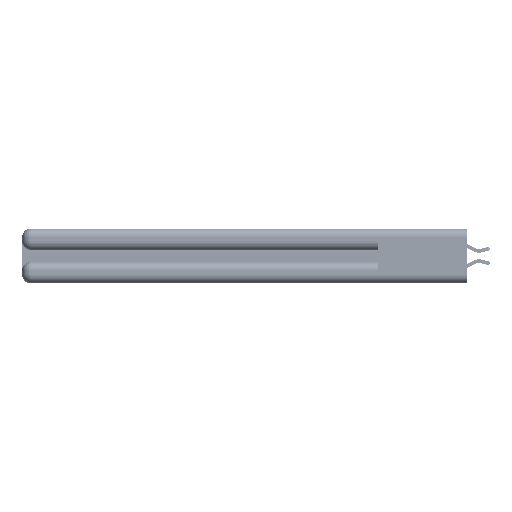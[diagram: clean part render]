
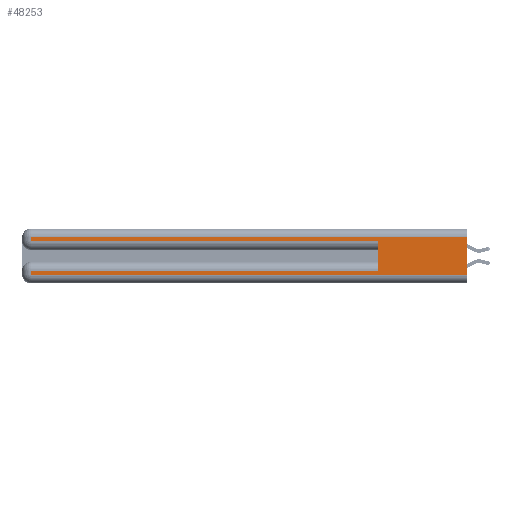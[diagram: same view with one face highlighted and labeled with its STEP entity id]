
A CAD part, left-side view. The second image highlights one B-rep face of the part: STEP entity #48253.
In plain terms, the highlighted planar face has unit normal (-1, 0, 0).
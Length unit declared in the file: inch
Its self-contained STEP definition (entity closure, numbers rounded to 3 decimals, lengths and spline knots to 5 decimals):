
#582 = ORIENTED_EDGE ( 'NONE', *, *, #43462, .F. ) ;
#867 = EDGE_CURVE ( 'NONE', #6182, #39227, #36762, .T. ) ;
#2153 = ORIENTED_EDGE ( 'NONE', *, *, #39089, .T. ) ;
#3047 = DIRECTION ( 'NONE',  ( 0., -1., 0. ) ) ;
#3180 = ORIENTED_EDGE ( 'NONE', *, *, #40806, .T. ) ;
#3189 = EDGE_CURVE ( 'NONE', #51723, #15667, #21320, .T. ) ;
#5379 = CARTESIAN_POINT ( 'NONE',  ( 0., 2.94, 0.31 ) ) ;
#6182 = VERTEX_POINT ( 'NONE', #18408 ) ;
#6584 = VERTEX_POINT ( 'NONE', #5379 ) ;
#6759 = CARTESIAN_POINT ( 'NONE',  ( 0., 0., 0.31 ) ) ;
#6813 = EDGE_CURVE ( 'NONE', #6584, #6182, #13434, .T. ) ;
#8693 = CARTESIAN_POINT ( 'NONE',  ( 0., 0.6, 0.285 ) ) ;
#10757 = VERTEX_POINT ( 'NONE', #27190 ) ;
#13434 = LINE ( 'NONE', #46103, #49241 ) ;
#15503 = PLANE ( 'NONE',  #24879 ) ;
#15667 = VERTEX_POINT ( 'NONE', #35258 ) ;
#17180 = VERTEX_POINT ( 'NONE', #44121 ) ;
#18408 = CARTESIAN_POINT ( 'NONE',  ( 0., 2.94, 0.285 ) ) ;
#18881 = DIRECTION ( 'NONE',  ( 1., 0., 0. ) ) ;
#19302 = DIRECTION ( 'NONE',  ( 0., 1., 0. ) ) ;
#19758 = EDGE_LOOP ( 'NONE', ( #35907, #50454, #39071, #36545, #582, #2153, #19914, #3180 ) ) ;
#19914 = ORIENTED_EDGE ( 'NONE', *, *, #49030, .T. ) ;
#21320 = LINE ( 'NONE', #34135, #46480 ) ;
#22138 = VECTOR ( 'NONE', #35153, 39.37008 ) ;
#22363 = CARTESIAN_POINT ( 'NONE',  ( 0., 0., 0.31 ) ) ;
#22413 = DIRECTION ( 'NONE',  ( 0., 1., 0. ) ) ;
#22445 = FACE_OUTER_BOUND ( 'NONE', #19758, .T. ) ;
#22600 = LINE ( 'NONE', #32738, #31480 ) ;
#24879 = AXIS2_PLACEMENT_3D ( 'NONE', #47156, #18881, #46984 ) ;
#26135 = VECTOR ( 'NONE', #3047, 39.37008 ) ;
#26662 = DIRECTION ( 'NONE',  ( 0., 0., -1. ) ) ;
#27041 = CARTESIAN_POINT ( 'NONE',  ( 0., 0., 0.285 ) ) ;
#27190 = CARTESIAN_POINT ( 'NONE',  ( 0., 2.94, 0.085 ) ) ;
#27795 = CARTESIAN_POINT ( 'NONE',  ( 0., 0., 0.085 ) ) ;
#28904 = EDGE_CURVE ( 'NONE', #51723, #6584, #41177, .T. ) ;
#29225 = DIRECTION ( 'NONE',  ( 0., 0., 1. ) ) ;
#30140 = VERTEX_POINT ( 'NONE', #34430 ) ;
#30542 = VECTOR ( 'NONE', #22413, 39.37008 ) ;
#31119 = VECTOR ( 'NONE', #19302, 39.37008 ) ;
#31480 = VECTOR ( 'NONE', #29225, 39.37008 ) ;
#31854 = DIRECTION ( 'NONE',  ( 0., 0., -1. ) ) ;
#32738 = CARTESIAN_POINT ( 'NONE',  ( 0., 0.6, 0.145 ) ) ;
#34135 = CARTESIAN_POINT ( 'NONE',  ( 0., 0., 0.37 ) ) ;
#34430 = CARTESIAN_POINT ( 'NONE',  ( 0., 0.6, 0.085 ) ) ;
#35153 = DIRECTION ( 'NONE',  ( 0., -1., 0. ) ) ;
#35258 = CARTESIAN_POINT ( 'NONE',  ( 0., 0., 0.06 ) ) ;
#35559 = VECTOR ( 'NONE', #31854, 39.37008 ) ;
#35907 = ORIENTED_EDGE ( 'NONE', *, *, #3189, .F. ) ;
#36545 = ORIENTED_EDGE ( 'NONE', *, *, #867, .T. ) ;
#36762 = LINE ( 'NONE', #27041, #26135 ) ;
#38158 = DIRECTION ( 'NONE',  ( 0., 0., -1. ) ) ;
#39071 = ORIENTED_EDGE ( 'NONE', *, *, #6813, .T. ) ;
#39089 = EDGE_CURVE ( 'NONE', #30140, #10757, #48655, .T. ) ;
#39227 = VERTEX_POINT ( 'NONE', #8693 ) ;
#40806 = EDGE_CURVE ( 'NONE', #17180, #15667, #46653, .T. ) ;
#41177 = LINE ( 'NONE', #6759, #30542 ) ;
#43462 = EDGE_CURVE ( 'NONE', #30140, #39227, #22600, .T. ) ;
#44121 = CARTESIAN_POINT ( 'NONE',  ( 0., 2.94, 0.06 ) ) ;
#46103 = CARTESIAN_POINT ( 'NONE',  ( 0., 2.94, 0.37 ) ) ;
#46480 = VECTOR ( 'NONE', #38158, 39.37008 ) ;
#46653 = LINE ( 'NONE', #47101, #22138 ) ;
#46984 = DIRECTION ( 'NONE',  ( 0., 0., -1. ) ) ;
#47101 = CARTESIAN_POINT ( 'NONE',  ( 0., 0., 0.06 ) ) ;
#47156 = CARTESIAN_POINT ( 'NONE',  ( 0., 0., 0.37 ) ) ;
#48253 = ADVANCED_FACE ( 'NONE', ( #22445 ), #15503, .F. ) ;
#48655 = LINE ( 'NONE', #27795, #31119 ) ;
#49030 = EDGE_CURVE ( 'NONE', #10757, #17180, #49991, .T. ) ;
#49241 = VECTOR ( 'NONE', #26662, 39.37008 ) ;
#49991 = LINE ( 'NONE', #51275, #35559 ) ;
#50454 = ORIENTED_EDGE ( 'NONE', *, *, #28904, .T. ) ;
#51275 = CARTESIAN_POINT ( 'NONE',  ( 0., 2.94, 0.37 ) ) ;
#51723 = VERTEX_POINT ( 'NONE', #22363 ) ;
